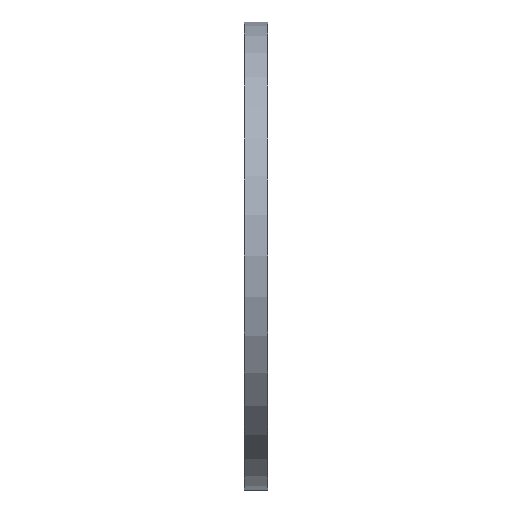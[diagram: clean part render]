
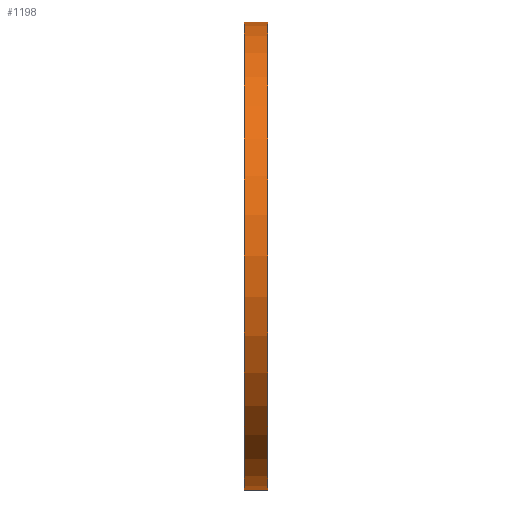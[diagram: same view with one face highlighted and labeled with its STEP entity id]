
A CAD part, left-side view. The second image highlights one B-rep face of the part: STEP entity #1198.
In plain terms, the highlighted cylindrical face has radius 40 mm (diameter 80 mm), a partial arc.
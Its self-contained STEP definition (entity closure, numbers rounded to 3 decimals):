
#339 = VECTOR ( 'NONE', #6792, 1000. ) ;
#664 = VECTOR ( 'NONE', #7957, 1000. ) ;
#855 = AXIS2_PLACEMENT_3D ( 'NONE', #1612, #17163, #10009 ) ;
#1198 = ADVANCED_FACE ( 'NONE', ( #4751 ), #6338, .T. ) ;
#1551 = CARTESIAN_POINT ( 'NONE',  ( 0., 4., 0. ) ) ;
#1612 = CARTESIAN_POINT ( 'NONE',  ( 0., 4., 0. ) ) ;
#1742 = CIRCLE ( 'NONE', #10265, 40. ) ;
#2621 = DIRECTION ( 'NONE',  ( 0., 0., 1. ) ) ;
#2642 = VERTEX_POINT ( 'NONE', #9543 ) ;
#2671 = CARTESIAN_POINT ( 'NONE',  ( 0., 4., -40. ) ) ;
#3047 = DIRECTION ( 'NONE',  ( 0., 0., 1. ) ) ;
#3628 = CARTESIAN_POINT ( 'NONE',  ( 0., 4., -40. ) ) ;
#3954 = CARTESIAN_POINT ( 'NONE',  ( 0., 0., 40. ) ) ;
#4437 = DIRECTION ( 'NONE',  ( 0., 1., 0. ) ) ;
#4694 = EDGE_CURVE ( 'NONE', #8275, #8301, #7779, .T. ) ;
#4741 = ORIENTED_EDGE ( 'NONE', *, *, #18131, .T. ) ;
#4751 = FACE_OUTER_BOUND ( 'NONE', #8334, .T. ) ;
#6338 = CYLINDRICAL_SURFACE ( 'NONE', #855, 40. ) ;
#6792 = DIRECTION ( 'NONE',  ( 0., -1., 0. ) ) ;
#6971 = EDGE_CURVE ( 'NONE', #18239, #8275, #11371, .T. ) ;
#7779 = LINE ( 'NONE', #14160, #339 ) ;
#7957 = DIRECTION ( 'NONE',  ( 0., -1., 0. ) ) ;
#8275 = VERTEX_POINT ( 'NONE', #11530 ) ;
#8301 = VERTEX_POINT ( 'NONE', #3954 ) ;
#8334 = EDGE_LOOP ( 'NONE', ( #11846, #9054, #4741, #10704 ) ) ;
#9054 = ORIENTED_EDGE ( 'NONE', *, *, #6971, .F. ) ;
#9543 = CARTESIAN_POINT ( 'NONE',  ( 0., 0., -40. ) ) ;
#10009 = DIRECTION ( 'NONE',  ( 0., 0., -1. ) ) ;
#10104 = LINE ( 'NONE', #3628, #664 ) ;
#10265 = AXIS2_PLACEMENT_3D ( 'NONE', #11202, #15411, #2621 ) ;
#10704 = ORIENTED_EDGE ( 'NONE', *, *, #12360, .T. ) ;
#11202 = CARTESIAN_POINT ( 'NONE',  ( 0., 0., 0. ) ) ;
#11371 = CIRCLE ( 'NONE', #11446, 40. ) ;
#11446 = AXIS2_PLACEMENT_3D ( 'NONE', #1551, #4437, #3047 ) ;
#11530 = CARTESIAN_POINT ( 'NONE',  ( 0., 4., 40. ) ) ;
#11846 = ORIENTED_EDGE ( 'NONE', *, *, #4694, .F. ) ;
#12360 = EDGE_CURVE ( 'NONE', #2642, #8301, #1742, .T. ) ;
#14160 = CARTESIAN_POINT ( 'NONE',  ( 0., 4., 40. ) ) ;
#15411 = DIRECTION ( 'NONE',  ( 0., 1., 0. ) ) ;
#17163 = DIRECTION ( 'NONE',  ( 0., -1., 0. ) ) ;
#18131 = EDGE_CURVE ( 'NONE', #18239, #2642, #10104, .T. ) ;
#18239 = VERTEX_POINT ( 'NONE', #2671 ) ;
